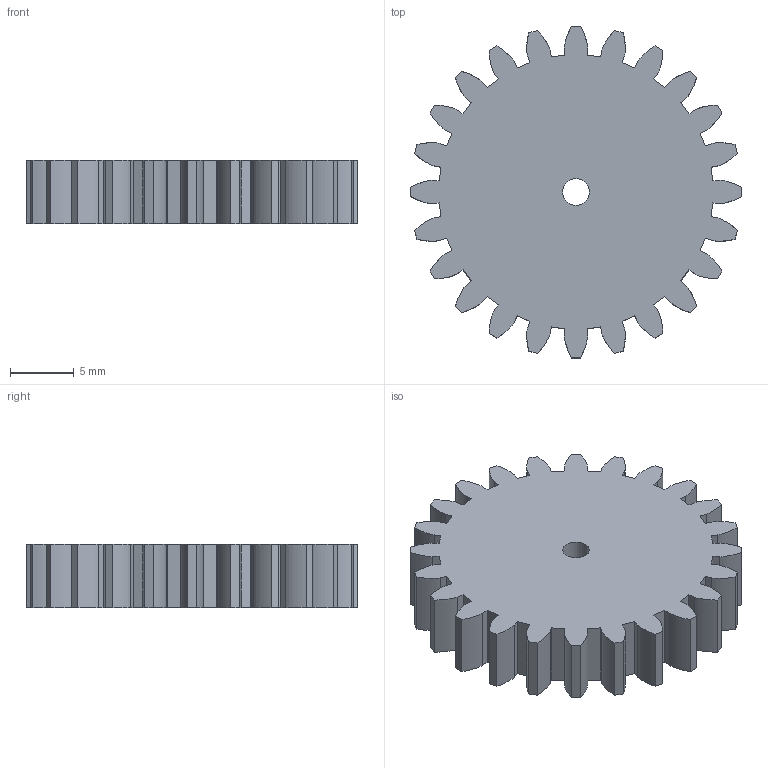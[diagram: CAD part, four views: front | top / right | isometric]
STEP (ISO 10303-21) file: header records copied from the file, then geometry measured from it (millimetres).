
FILE_DESCRIPTION(('FreeCAD Model'),'2;1');
FILE_NAME('Open CASCADE Shape Model','2024-12-22T12:55:06',(''),(''), 'Open CASCADE STEP processor 7.8','FreeCAD','Unknown');
FILE_SCHEMA(('AUTOMOTIVE_DESIGN { 1 0 10303 214 1 1 1 1 }'));
Length unit declared in the file: millimetre
Products named in the file (2): ServoGear; Body
Assembly tree (1 placements, depth 2):
  ServoGear
    Body
Bounding box: 25.99 x 25.99 x 5 mm (x, y, z)
Volume: 2165.2 mm3; surface area: 1725.8 mm2
Topology: 1 solids, 1 shells, 232 faces, 729 edges, 500 vertices
Faces by surface type: extrusion 140, plane 49, cylinder 43
Full cylindrical faces by diameter (mm): 2.1 x1
Entity records: 10883 total; most frequent: CARTESIAN_POINT 4763, ORIENTED_EDGE 1458, DIRECTION 905, EDGE_CURVE 729, VERTEX_POINT 500, VECTOR 461, B_SPLINE_CURVE_WITH_KNOTS 420, LINE 321
